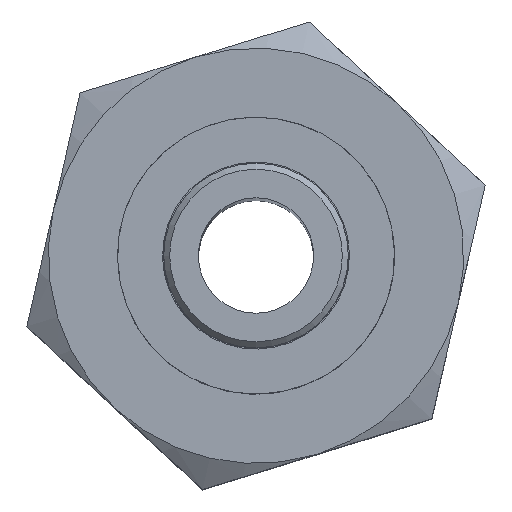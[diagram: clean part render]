
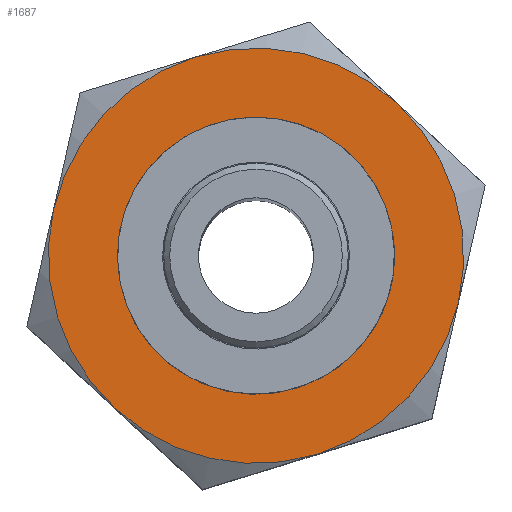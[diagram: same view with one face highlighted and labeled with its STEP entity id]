
A CAD part, top view. The second image highlights one B-rep face of the part: STEP entity #1687.
In plain terms, the highlighted planar face has unit normal (0, 0, 1).
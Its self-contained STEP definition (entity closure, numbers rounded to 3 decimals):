
#102=FACE_BOUND($,#320,.T.);
#200=FACE_OUTER_BOUND($,#319,.T.);
#319=EDGE_LOOP($,(#1253,#1254,#1255,#1256,#1257,#1258));
#320=EDGE_LOOP($,(#1259));
#604=CIRCLE($,#1833,18.);
#605=CIRCLE($,#1834,18.);
#606=CIRCLE($,#1835,18.);
#607=CIRCLE($,#1836,18.);
#608=CIRCLE($,#1837,18.);
#609=CIRCLE($,#1838,18.);
#610=CIRCLE($,#1839,12.);
#736=VERTEX_POINT($,#2727);
#737=VERTEX_POINT($,#2728);
#738=VERTEX_POINT($,#2730);
#739=VERTEX_POINT($,#2732);
#740=VERTEX_POINT($,#2734);
#741=VERTEX_POINT($,#2736);
#742=VERTEX_POINT($,#2739);
#935=EDGE_CURVE($,#736,#737,#604,.T.);
#936=EDGE_CURVE($,#737,#738,#605,.T.);
#937=EDGE_CURVE($,#738,#739,#606,.T.);
#938=EDGE_CURVE($,#739,#740,#607,.T.);
#939=EDGE_CURVE($,#740,#741,#608,.T.);
#940=EDGE_CURVE($,#741,#736,#609,.T.);
#941=EDGE_CURVE($,#742,#742,#610,.T.);
#1253=ORIENTED_EDGE($,*,*,#935,.T.);
#1254=ORIENTED_EDGE($,*,*,#936,.T.);
#1255=ORIENTED_EDGE($,*,*,#937,.T.);
#1256=ORIENTED_EDGE($,*,*,#938,.T.);
#1257=ORIENTED_EDGE($,*,*,#939,.T.);
#1258=ORIENTED_EDGE($,*,*,#940,.T.);
#1259=ORIENTED_EDGE($,*,*,#941,.F.);
#1617=PLANE($,#1832);
#1687=ADVANCED_FACE($,(#200,#102),#1617,.T.);
#1832=AXIS2_PLACEMENT_3D($,#2726,#2183,#2184);
#1833=AXIS2_PLACEMENT_3D($,#2729,#2185,#2186);
#1834=AXIS2_PLACEMENT_3D($,#2731,#2187,#2188);
#1835=AXIS2_PLACEMENT_3D($,#2733,#2189,#2190);
#1836=AXIS2_PLACEMENT_3D($,#2735,#2191,#2192);
#1837=AXIS2_PLACEMENT_3D($,#2737,#2193,#2194);
#1838=AXIS2_PLACEMENT_3D($,#2738,#2195,#2196);
#1839=AXIS2_PLACEMENT_3D($,#2740,#2197,#2198);
#2183=DIRECTION('center_axis',(0.,0.,1.));
#2184=DIRECTION('ref_axis',(0.956,0.295,0.));
#2185=DIRECTION('center_axis',(0.,0.,1.));
#2186=DIRECTION('ref_axis',(-0.956,-0.295,0.));
#2187=DIRECTION('center_axis',(0.,0.,1.));
#2188=DIRECTION('ref_axis',(-0.956,-0.295,0.));
#2189=DIRECTION('center_axis',(0.,0.,1.));
#2190=DIRECTION('ref_axis',(-0.956,-0.295,0.));
#2191=DIRECTION('center_axis',(0.,0.,1.));
#2192=DIRECTION('ref_axis',(-0.956,-0.295,0.));
#2193=DIRECTION('center_axis',(0.,0.,1.));
#2194=DIRECTION('ref_axis',(-0.956,-0.295,0.));
#2195=DIRECTION('center_axis',(0.,0.,1.));
#2196=DIRECTION('ref_axis',(-0.956,-0.295,0.));
#2197=DIRECTION('center_axis',(0.,0.,1.));
#2198=DIRECTION('ref_axis',(0.039,-0.999,0.));
#2726=CARTESIAN_POINT('Origin',(-0.526,0.67,131.216));
#2727=CARTESIAN_POINT('',(-5.831,17.871,131.216));
#2728=CARTESIAN_POINT('',(-18.075,4.677,131.216));
#2729=CARTESIAN_POINT('Origin',(-0.526,0.67,131.216));
#2730=CARTESIAN_POINT('',(-12.77,-12.524,131.216));
#2731=CARTESIAN_POINT('Origin',(-0.526,0.67,131.216));
#2732=CARTESIAN_POINT('',(4.778,-16.531,131.216));
#2733=CARTESIAN_POINT('Origin',(-0.526,0.67,131.216));
#2734=CARTESIAN_POINT('',(17.022,-3.337,131.216));
#2735=CARTESIAN_POINT('Origin',(-0.526,0.67,131.216));
#2736=CARTESIAN_POINT('',(11.718,13.864,131.216));
#2737=CARTESIAN_POINT('Origin',(-0.526,0.67,131.216));
#2738=CARTESIAN_POINT('Origin',(-0.526,0.67,131.216));
#2739=CARTESIAN_POINT('',(-0.996,12.661,131.216));
#2740=CARTESIAN_POINT('Origin',(-0.526,0.67,131.216));
